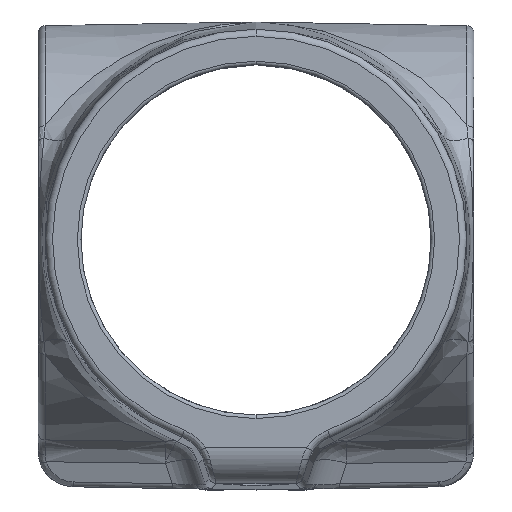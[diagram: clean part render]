
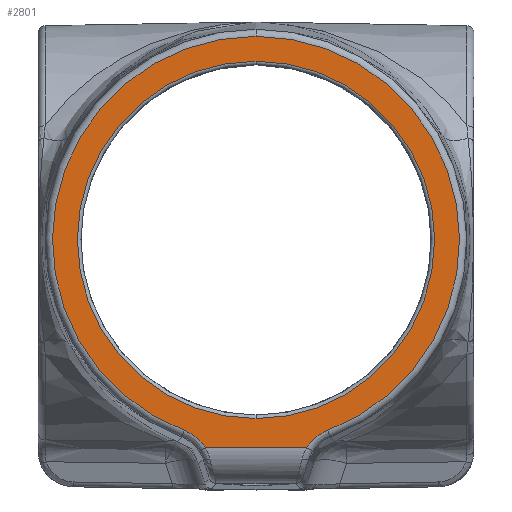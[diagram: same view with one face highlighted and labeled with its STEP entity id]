
A CAD part, front view. The second image highlights one B-rep face of the part: STEP entity #2801.
In plain terms, the highlighted planar face has unit normal (0, -1, 0).
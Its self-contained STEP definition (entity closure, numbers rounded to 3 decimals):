
#69 = ORIENTED_EDGE ( 'NONE', *, *, #5739, .T. ) ;
#87 = EDGE_CURVE ( 'NONE', #4541, #5906, #6616, .T. ) ;
#116 = AXIS2_PLACEMENT_3D ( 'NONE', #5811, #7621, #4653 ) ;
#192 = LINE ( 'NONE', #6179, #2427 ) ;
#689 = CARTESIAN_POINT ( 'NONE',  ( 7.081, -59., -29.057 ) ) ;
#870 = CIRCLE ( 'NONE', #116, 25. ) ;
#899 = DIRECTION ( 'NONE',  ( 0., 0., 1. ) ) ;
#1052 = VERTEX_POINT ( 'NONE', #7268 ) ;
#1088 = EDGE_CURVE ( 'NONE', #1052, #3588, #7398, .T. ) ;
#1103 = ORIENTED_EDGE ( 'NONE', *, *, #87, .T. ) ;
#1156 = PLANE ( 'NONE',  #2802 ) ;
#1283 = CARTESIAN_POINT ( 'NONE',  ( 8.611, -59., -27.418 ) ) ;
#1336 = CARTESIAN_POINT ( 'NONE',  ( 8.878, -59., -27.235 ) ) ;
#1359 = CARTESIAN_POINT ( 'NONE',  ( 9.434, -59., -26.915 ) ) ;
#1488 = CARTESIAN_POINT ( 'NONE',  ( -8.111, -59., -27.823 ) ) ;
#1498 = CIRCLE ( 'NONE', #6926, 28.487 ) ;
#1653 = CARTESIAN_POINT ( 'NONE',  ( 0., -59., 25. ) ) ;
#1736 = CARTESIAN_POINT ( 'NONE',  ( 0., -59., 0. ) ) ;
#1874 = CARTESIAN_POINT ( 'NONE',  ( 10.03, -59., -26.664 ) ) ;
#2427 = VECTOR ( 'NONE', #3202, 1000. ) ;
#2514 = DIRECTION ( 'NONE',  ( 0., -1., 0. ) ) ;
#2712 = CARTESIAN_POINT ( 'NONE',  ( -9.421, -59., -26.892 ) ) ;
#2801 = ADVANCED_FACE ( 'NONE', ( #6171, #6812 ), #1156, .F. ) ;
#2802 = AXIS2_PLACEMENT_3D ( 'NONE', #1736, #7182, #7157 ) ;
#2819 = ORIENTED_EDGE ( 'NONE', *, *, #5132, .T. ) ;
#3000 = CARTESIAN_POINT ( 'NONE',  ( -7.081, -59., -29.057 ) ) ;
#3123 = ORIENTED_EDGE ( 'NONE', *, *, #4169, .T. ) ;
#3125 = EDGE_CURVE ( 'NONE', #5930, #6358, #870, .T. ) ;
#3157 = CARTESIAN_POINT ( 'NONE',  ( 7.43, -59., -28.509 ) ) ;
#3202 = DIRECTION ( 'NONE',  ( 1., 0., 0. ) ) ;
#3303 = CARTESIAN_POINT ( 'NONE',  ( -7.081, -59., -29.057 ) ) ;
#3445 = CIRCLE ( 'NONE', #5264, 25. ) ;
#3524 = EDGE_CURVE ( 'NONE', #5906, #4712, #192, .T. ) ;
#3536 = B_SPLINE_CURVE_WITH_KNOTS ( 'NONE', 3,
 ( #689, #3157, #4341, #1283, #1336, #1359, #4363, #1874 ),
 .UNSPECIFIED., .F., .F.,
 ( 4, 2, 2, 4 ),
 ( 0., 0.002, 0.003, 0.004 ),
 .UNSPECIFIED. ) ;
#3588 = VERTEX_POINT ( 'NONE', #6795 ) ;
#3871 = DIRECTION ( 'NONE',  ( 0., 1., 0. ) ) ;
#4096 = ORIENTED_EDGE ( 'NONE', *, *, #3524, .T. ) ;
#4169 = EDGE_CURVE ( 'NONE', #3588, #4541, #1498, .T. ) ;
#4341 = CARTESIAN_POINT ( 'NONE',  ( 7.856, -59., -28.031 ) ) ;
#4363 = CARTESIAN_POINT ( 'NONE',  ( 9.725, -59., -26.778 ) ) ;
#4541 = VERTEX_POINT ( 'NONE', #5283 ) ;
#4608 = ORIENTED_EDGE ( 'NONE', *, *, #1088, .T. ) ;
#4653 = DIRECTION ( 'NONE',  ( 0., 0., 1. ) ) ;
#4712 = VERTEX_POINT ( 'NONE', #6864 ) ;
#4782 = AXIS2_PLACEMENT_3D ( 'NONE', #7420, #6207, #6713 ) ;
#4879 = CARTESIAN_POINT ( 'NONE',  ( 0., -59., 0. ) ) ;
#4918 = EDGE_LOOP ( 'NONE', ( #69, #4960 ) ) ;
#4960 = ORIENTED_EDGE ( 'NONE', *, *, #3125, .T. ) ;
#5021 = EDGE_LOOP ( 'NONE', ( #4096, #2819, #4608, #3123, #1103 ) ) ;
#5118 = CARTESIAN_POINT ( 'NONE',  ( -7.45, -59., -28.526 ) ) ;
#5132 = EDGE_CURVE ( 'NONE', #4712, #1052, #3536, .T. ) ;
#5264 = AXIS2_PLACEMENT_3D ( 'NONE', #6755, #3871, #899 ) ;
#5283 = CARTESIAN_POINT ( 'NONE',  ( -10.03, -59., -26.664 ) ) ;
#5739 = EDGE_CURVE ( 'NONE', #6358, #5930, #3445, .T. ) ;
#5811 = CARTESIAN_POINT ( 'NONE',  ( 0., -59., 0. ) ) ;
#5906 = VERTEX_POINT ( 'NONE', #3000 ) ;
#5930 = VERTEX_POINT ( 'NONE', #6194 ) ;
#6026 = DIRECTION ( 'NONE',  ( 0., 0., 1. ) ) ;
#6171 = FACE_BOUND ( 'NONE', #4918, .T. ) ;
#6179 = CARTESIAN_POINT ( 'NONE',  ( 6.263, -59., -29.057 ) ) ;
#6194 = CARTESIAN_POINT ( 'NONE',  ( 0., -59., -25. ) ) ;
#6207 = DIRECTION ( 'NONE',  ( 0., -1., 0. ) ) ;
#6284 = CARTESIAN_POINT ( 'NONE',  ( -10.03, -59., -26.664 ) ) ;
#6358 = VERTEX_POINT ( 'NONE', #1653 ) ;
#6616 = B_SPLINE_CURVE_WITH_KNOTS ( 'NONE', 3,
 ( #6284, #2712, #7469, #1488, #6872, #5118, #7418, #3303 ),
 .UNSPECIFIED., .F., .F.,
 ( 4, 2, 2, 4 ),
 ( 0., 0.002, 0.003, 0.004 ),
 .UNSPECIFIED. ) ;
#6713 = DIRECTION ( 'NONE',  ( 0., 0., 1. ) ) ;
#6755 = CARTESIAN_POINT ( 'NONE',  ( 0., -59., 0. ) ) ;
#6795 = CARTESIAN_POINT ( 'NONE',  ( 0., -59., 28.487 ) ) ;
#6812 = FACE_OUTER_BOUND ( 'NONE', #5021, .T. ) ;
#6864 = CARTESIAN_POINT ( 'NONE',  ( 7.081, -59., -29.057 ) ) ;
#6872 = CARTESIAN_POINT ( 'NONE',  ( -7.877, -59., -28.047 ) ) ;
#6926 = AXIS2_PLACEMENT_3D ( 'NONE', #4879, #2514, #6026 ) ;
#7157 = DIRECTION ( 'NONE',  ( 0., 0., 1. ) ) ;
#7182 = DIRECTION ( 'NONE',  ( 0., 1., 0. ) ) ;
#7268 = CARTESIAN_POINT ( 'NONE',  ( 10.03, -59., -26.664 ) ) ;
#7398 = CIRCLE ( 'NONE', #4782, 28.487 ) ;
#7418 = CARTESIAN_POINT ( 'NONE',  ( -7.256, -59., -28.783 ) ) ;
#7420 = CARTESIAN_POINT ( 'NONE',  ( 0., -59., 0. ) ) ;
#7469 = CARTESIAN_POINT ( 'NONE',  ( -8.866, -59., -27.211 ) ) ;
#7621 = DIRECTION ( 'NONE',  ( 0., 1., 0. ) ) ;
